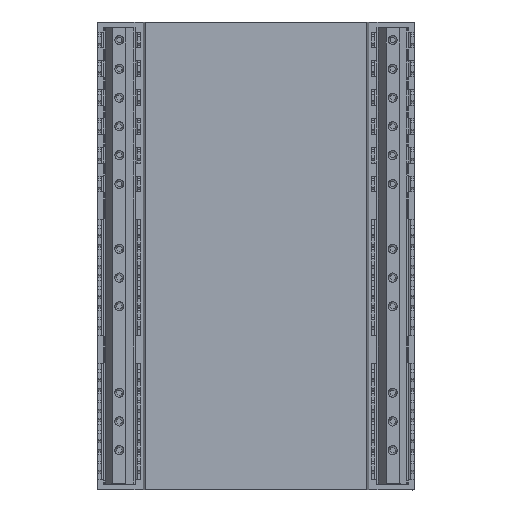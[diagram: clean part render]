
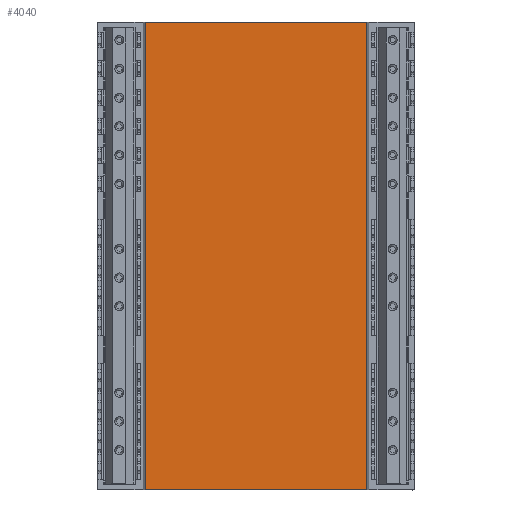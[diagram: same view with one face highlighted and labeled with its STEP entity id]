
A CAD part, top view. The second image highlights one B-rep face of the part: STEP entity #4040.
In plain terms, the highlighted planar face has unit normal (0, 0, 1).
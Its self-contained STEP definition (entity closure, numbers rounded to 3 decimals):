
#620=CARTESIAN_POINT('',(14.258,-67.274,
4.58));
#630=VERTEX_POINT('',#620);
#660=CARTESIAN_POINT('',(25.017,-67.274,
4.58));
#670=DIRECTION('',(-1.,0.,0.));
#680=VECTOR('',#670,1.);
#690=LINE('',#660,#680);
#700=CARTESIAN_POINT('',(29.68,-67.274,
4.58));
#710=VERTEX_POINT('',#700);
#720=EDGE_CURVE('',#710,#630,#690,.T.);
#1820=CARTESIAN_POINT('',(29.68,-34.774,
4.58));
#1830=VERTEX_POINT('',#1820);
#1860=CARTESIAN_POINT('',(25.017,-34.774,
4.58));
#1870=DIRECTION('',(-1.,0.,0.));
#1880=VECTOR('',#1870,1.);
#1890=LINE('',#1860,#1880);
#1900=CARTESIAN_POINT('',(14.258,-34.774,
4.58));
#1910=VERTEX_POINT('',#1900);
#1920=EDGE_CURVE('',#1830,#1910,#1890,.T.);
#3830=CARTESIAN_POINT('',(29.68,-70.548,
4.58));
#3840=DIRECTION('',(0.,0.,1.));
#3850=DIRECTION('',(-1.,0.,0.));
#3860=AXIS2_PLACEMENT_3D('',#3830,#3840,#3850);
#3870=PLANE('',#3860);
#3880=CARTESIAN_POINT('',(29.68,-29.058,4.58))
;
#3890=DIRECTION('',(0.,-1.,0.));
#3900=VECTOR('',#3890,1.);
#3910=LINE('',#3880,#3900);
#3920=EDGE_CURVE('',#1830,#710,#3910,.T.);
#3930=ORIENTED_EDGE('',*,*,#3920,.F.);
#3940=ORIENTED_EDGE('',*,*,#720,.F.);
#3950=CARTESIAN_POINT('',(14.258,-29.058,4.58));
#3960=DIRECTION('',(0.,1.,0.));
#3970=VECTOR('',#3960,1.);
#3980=LINE('',#3950,#3970);
#3990=EDGE_CURVE('',#630,#1910,#3980,.T.);
#4000=ORIENTED_EDGE('',*,*,#3990,.F.);
#4010=ORIENTED_EDGE('',*,*,#1920,.T.);
#4020=EDGE_LOOP('',(#4010,#4000,#3940,#3930));
#4030=FACE_OUTER_BOUND('',#4020,.T.);
#4040=ADVANCED_FACE('',(#4030),#3870,.T.);
